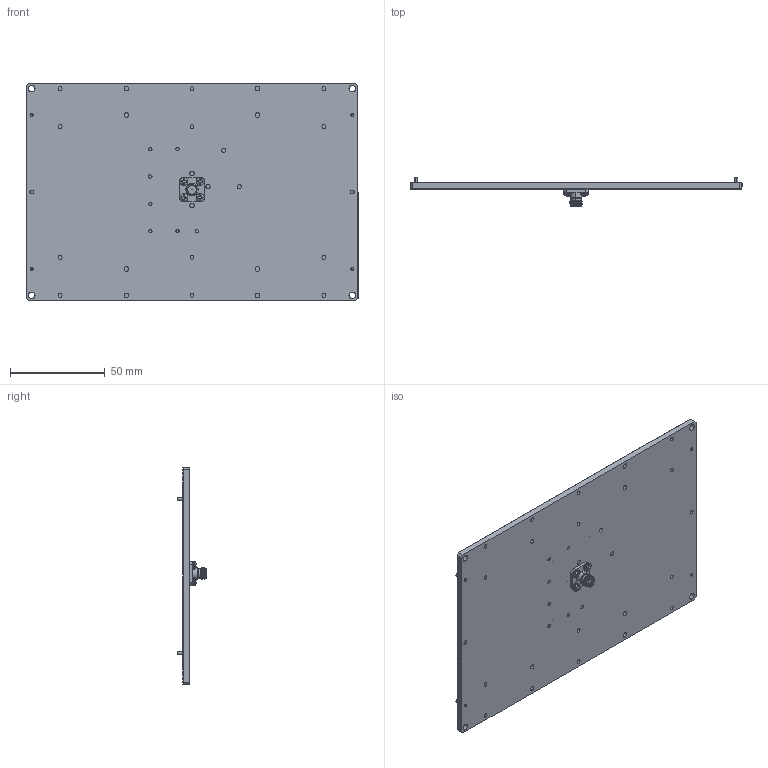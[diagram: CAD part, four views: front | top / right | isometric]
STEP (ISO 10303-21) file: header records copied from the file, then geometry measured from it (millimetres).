
FILE_DESCRIPTION (( 'STEP AP203' ), '1' );
FILE_NAME ('AM-KK-0507.STEP', '2022-03-10T02:02:41', ( '' ), ( '' ), 'SwSTEP 2.0', 'SolidWorks 2021', '' );
FILE_SCHEMA (( 'CONFIG_CONTROL_DESIGN' ));
Length unit declared in the file: millimetre
Products named in the file (1): AM-KK-0507
Bounding box: 175.26 x 15.75 x 115.06 mm (x, y, z)
Volume: 69438.4 mm3; surface area: 44021.6 mm2
Topology: 9 solids, 16 shells, 476 faces, 1135 edges, 738 vertices
Faces by surface type: cylinder 214, plane 178, cone 56, torus 18, sphere 8, bspline 2
Entity records: 15060 total; most frequent: CARTESIAN_POINT 3863, DIRECTION 2436, ORIENTED_EDGE 2246, EDGE_CURVE 1123, AXIS2_PLACEMENT_3D 993, VERTEX_POINT 738, EDGE_LOOP 543, CIRCLE 518
